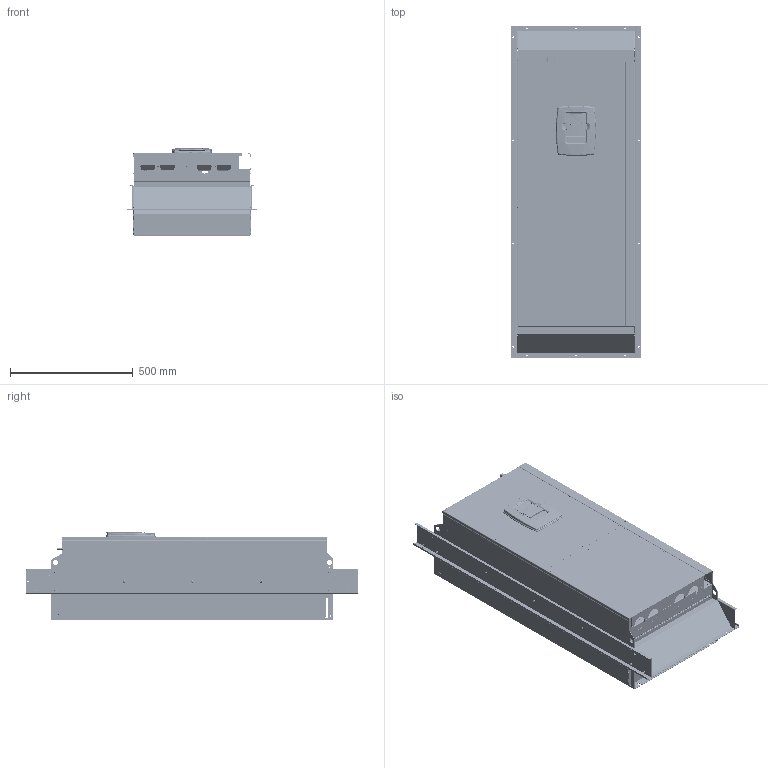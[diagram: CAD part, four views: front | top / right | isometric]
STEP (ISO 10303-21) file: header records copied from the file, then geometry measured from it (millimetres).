
FILE_DESCRIPTION((''),'2;1');
FILE_NAME('FR09_COLLAR','2020-11-05T',('U325185'),('Danfoss Power Electronics'),'CREO PARAMETRIC BY PTC INC, 2018070','CREO PARAMETRIC BY PTC INC, 2018070','');
FILE_SCHEMA(('CONFIG_CONTROL_DESIGN','GEOMETRIC_VALIDATION_PROPERTIES_MIM'));
Products named in the file (1): FR09_COLLAR
Bounding box: 530 x 1350 x 361.9 mm (x, y, z)
Volume: 5794540.4 mm3; surface area: 8095929.8 mm2
Topology: 10 solids, 100 shells, 6709 faces, 18253 edges, 11826 vertices
Faces by surface type: cylinder 3214, plane 2743, cone 280, bspline 198, torus 141, extrusion 113, sphere 10, revolution 10
Entity records: 288238 total; most frequent: CARTESIAN_POINT 50256, DIRECTION 36325, ORIENTED_EDGE 36060, EDGE_CURVE 18229, PRESENTATION_STYLE_ASSIGNMENT 13877, AXIS2_PLACEMENT_3D 13020, STYLED_ITEM 12159, VERTEX_POINT 11826
